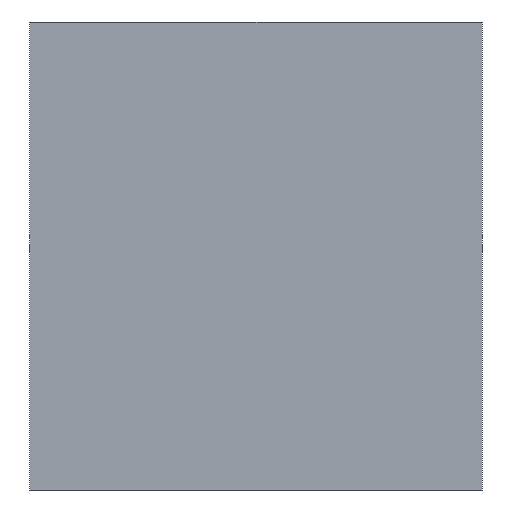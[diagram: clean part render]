
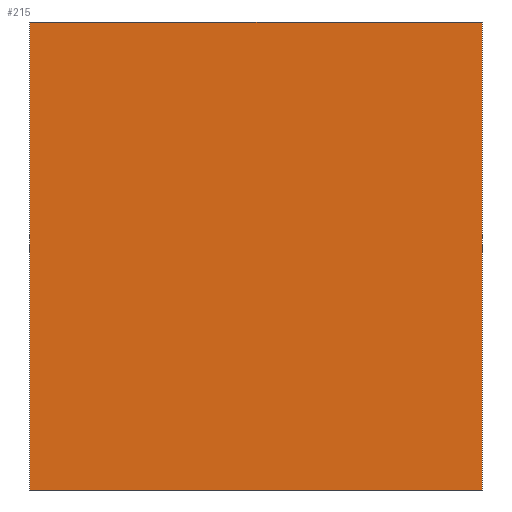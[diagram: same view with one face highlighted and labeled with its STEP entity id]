
A CAD part, left-side view. The second image highlights one B-rep face of the part: STEP entity #215.
In plain terms, the highlighted planar face has unit normal (-1, 0, 0).
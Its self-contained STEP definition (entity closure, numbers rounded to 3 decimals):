
#17=DIRECTION('',(0.,-1.,0.));
#18=VECTOR('',#17,3.2);
#19=CARTESIAN_POINT('',(-11.,1.6,0.));
#20=LINE('',#19,#18);
#69=DIRECTION('',(0.,0.,-1.));
#70=VECTOR('',#69,3.31);
#71=CARTESIAN_POINT('',(-11.,1.6,3.31));
#72=LINE('',#71,#70);
#83=DIRECTION('',(0.,0.,1.));
#84=VECTOR('',#83,3.31);
#85=CARTESIAN_POINT('',(-11.,-1.6,0.));
#86=LINE('',#85,#84);
#90=DIRECTION('',(0.,-1.,0.));
#91=VECTOR('',#90,3.2);
#92=CARTESIAN_POINT('',(-11.,1.6,3.31));
#93=LINE('',#92,#91);
#148=CARTESIAN_POINT('',(-11.,1.6,0.));
#149=CARTESIAN_POINT('',(-11.,-1.6,0.));
#150=VERTEX_POINT('',#148);
#151=VERTEX_POINT('',#149);
#160=CARTESIAN_POINT('',(-11.,1.6,3.31));
#161=CARTESIAN_POINT('',(-11.,-1.6,3.31));
#162=VERTEX_POINT('',#160);
#163=VERTEX_POINT('',#161);
#201=CARTESIAN_POINT('',(-11.,1.6,0.));
#202=DIRECTION('',(-1.,0.,0.));
#203=DIRECTION('',(0.,-1.,0.));
#204=AXIS2_PLACEMENT_3D('',#201,#202,#203);
#205=PLANE('',#204);
#207=ORIENTED_EDGE('',*,*,#206,.F.);
#209=ORIENTED_EDGE('',*,*,#208,.T.);
#211=ORIENTED_EDGE('',*,*,#210,.F.);
#212=ORIENTED_EDGE('',*,*,#177,.F.);
#213=EDGE_LOOP('',(#207,#209,#211,#212));
#214=FACE_OUTER_BOUND('',#213,.F.);
#177=EDGE_CURVE('',#150,#151,#20,.T.);
#206=EDGE_CURVE('',#162,#150,#72,.T.);
#208=EDGE_CURVE('',#162,#163,#93,.T.);
#210=EDGE_CURVE('',#151,#163,#86,.T.);
#215=ADVANCED_FACE('',(#214),#205,.T.);
